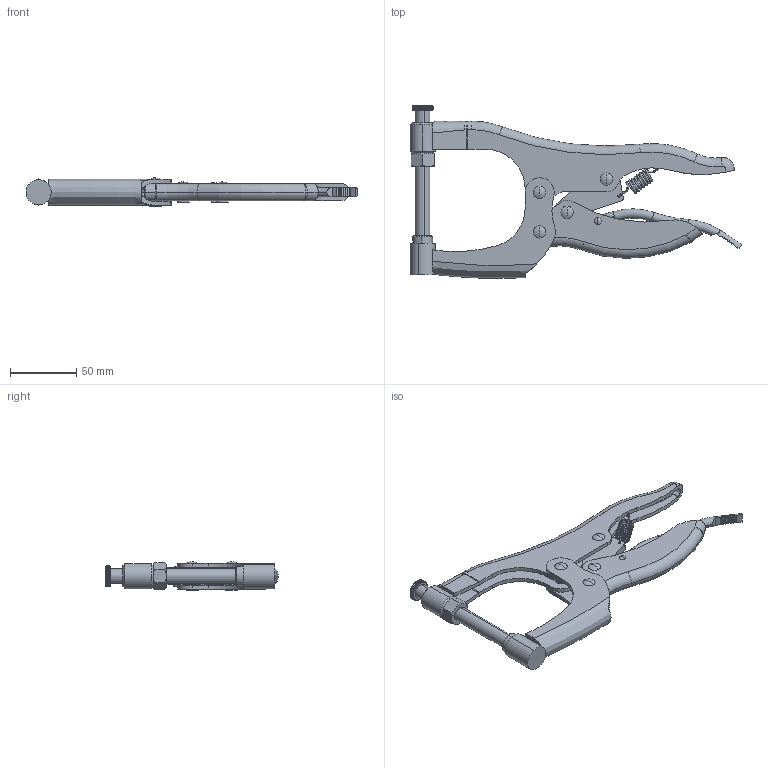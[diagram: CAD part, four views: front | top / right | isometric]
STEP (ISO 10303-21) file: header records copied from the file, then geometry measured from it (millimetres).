
FILE_DESCRIPTION (( 'STEP AP214' ), '1' );
FILE_NAME ('GH-51030(³æ¤@)-5.STEP', '2020-07-27T08:23:35', ( 'LinWei' ), ( '' ), 'SwSTEP 2.0', 'SolidWorks 2016', '' );
FILE_SCHEMA (( 'AUTOMOTIVE_DESIGN' ));
Length unit declared in the file: millimetre
Products named in the file (2): Group1^GH-51030(單一)-5; GH-51030(單一)-5
Assembly tree (1 placements, depth 2):
  GH-51030(單一)-5
    Group1^GH-51030(單一)-5
Bounding box: 251 x 130.57 x 21.8 mm (x, y, z)
Volume: 115360.3 mm3; surface area: 71290.1 mm2
Topology: 5 solids, 5 shells, 484 faces, 1138 edges, 682 vertices
Faces by surface type: plane 162, cylinder 154, cone 100, torus 38, bspline 20, sphere 10
Entity records: 26881 total; most frequent: CARTESIAN_POINT 15064, DIRECTION 2286, ORIENTED_EDGE 2268, EDGE_CURVE 1134, AXIS2_PLACEMENT_3D 972, VERTEX_POINT 682, EDGE_LOOP 516, CIRCLE 504
